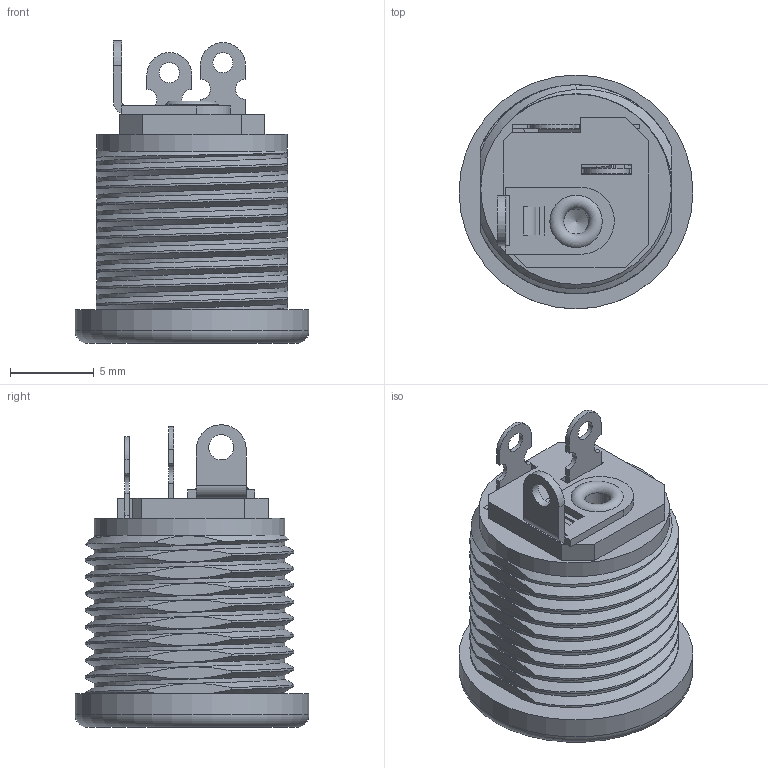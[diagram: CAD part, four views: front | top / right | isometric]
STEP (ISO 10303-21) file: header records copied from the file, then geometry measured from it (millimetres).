
FILE_DESCRIPTION(/* description */ ('Alibre Inc.'),/* implementation_level */ '2;1');
FILE_NAME(/* name */ 'export0',/* time_stamp */ '2014-10-08T15:51:21+09:00',/* author */ (''),/* organization */ (''),/* preprocessor_version */ 'ST-DEVELOPER v14',/* originating_system */ 'Alibre',/* authorisation */ '');
FILE_SCHEMA (('CONFIG_CONTROL_DESIGN'));
Length unit declared in the file: centimetre
Products named in the file (1): ID_2
Bounding box: 14 x 14 x 18.1 mm (x, y, z)
Volume: 1083.5 mm3; surface area: 1896.6 mm2
Topology: 1 solids, 1 shells, 266 faces, 768 edges, 503 vertices
Faces by surface type: plane 180, cylinder 71, cone 6, torus 6, bspline 3
Full cylindrical faces by diameter (mm): 1.2 x2, 1.5 x2, 1.95 x2, 2.1 x1, 3.7 x1, 6.3 x1, 11.4 x1, 14 x1
Entity records: 11155 total; most frequent: CARTESIAN_POINT 4788, ORIENTED_EDGE 1468, DIRECTION 995, EDGE_CURVE 734, VERTEX_POINT 493, VECTOR 481, LINE 481, AXIS2_PLACEMENT_3D 334
